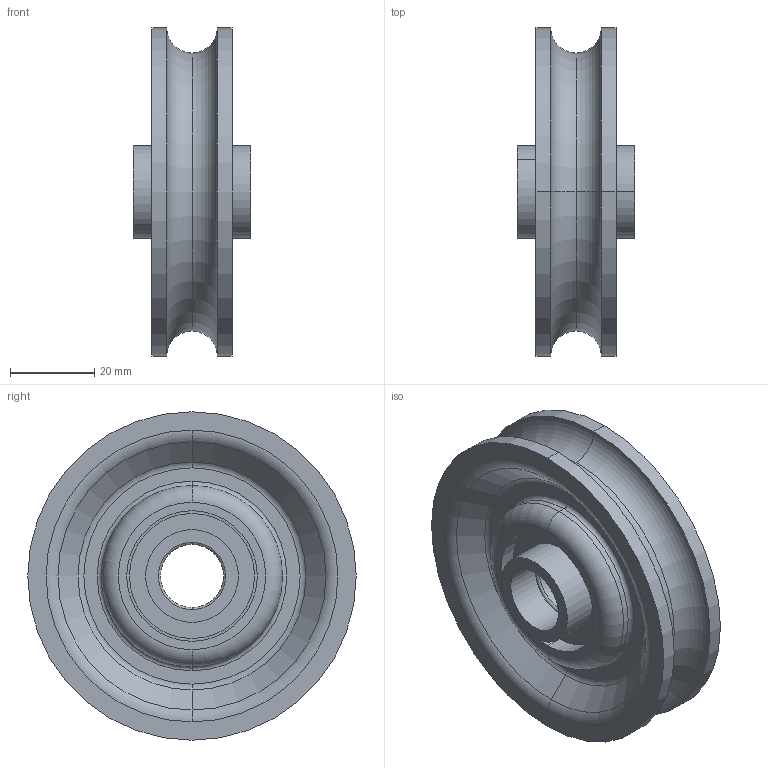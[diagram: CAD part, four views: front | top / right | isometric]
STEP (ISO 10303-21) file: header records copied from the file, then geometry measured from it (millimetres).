
FILE_DESCRIPTION (( 'STEP AP203' ), '1' );
FILE_NAME ('0023796-SEK-078-2.STEP', '2017-05-24T06:19:20', ( '' ), ( '' ), 'SwSTEP 2.0', 'SolidWorks 2016', '' );
FILE_SCHEMA (( 'CONFIG_CONTROL_DESIGN' ));
Length unit declared in the file: millimetre
Products named in the file (4): 0017543_Rillenkugellager_DIN625_6202_15_ZZ; 0023796-SEK-078-2-Rolle; 0023796-SEK-078-2; 0023796-SEK-078-2-DISTANZRING
Assembly tree (4 placements, depth 2):
  0023796-SEK-078-2
    0023796-SEK-078-2-Rolle
    0017543_Rillenkugellager_DIN625_6202_15_ZZ
    0023796-SEK-078-2-DISTANZRING  x2
Bounding box: 27.8 x 78 x 78 mm (x, y, z)
Volume: 53213.4 mm3; surface area: 28783.2 mm2
Topology: 8 solids, 8 shells, 116 faces, 232 edges, 140 vertices
Faces by surface type: cylinder 50, torus 38, plane 24, cone 4
Entity records: 3368 total; most frequent: DIRECTION 624, CARTESIAN_POINT 469, ORIENTED_EDGE 440, AXIS2_PLACEMENT_3D 287, EDGE_CURVE 220, CIRCLE 170, EDGE_LOOP 132, VERTEX_POINT 132
